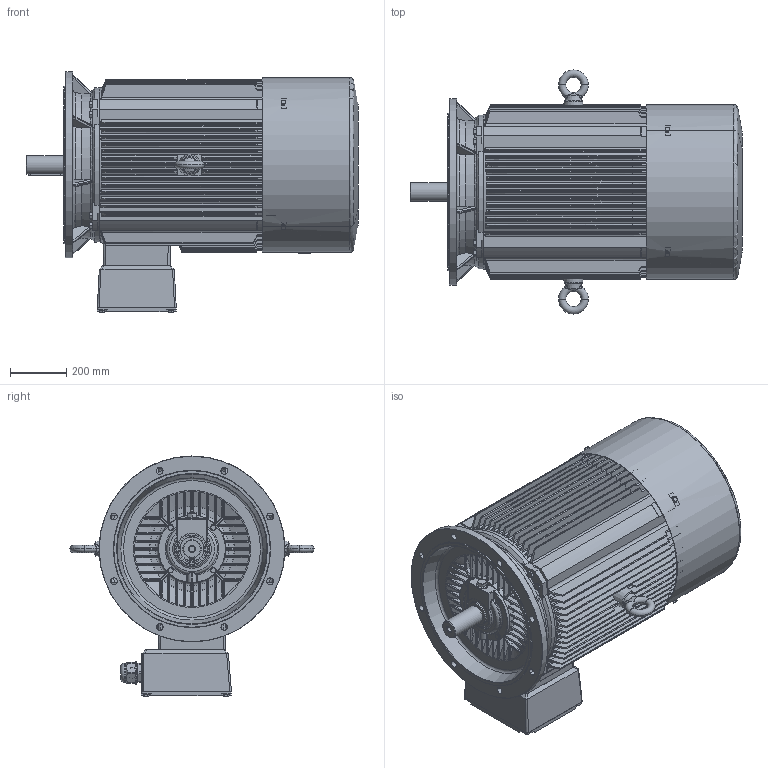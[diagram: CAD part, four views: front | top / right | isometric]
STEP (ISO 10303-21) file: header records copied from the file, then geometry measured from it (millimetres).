
FILE_DESCRIPTION(/* description */ (''),/* implementation_level */ '2;1');
FILE_NAME(/* name */ 'JM1-315S-2-B5.stp',/* time_stamp */ '2016-11-29T09:58:02+08:00',/* author */ (''),/* organization */ (''),/* preprocessor_version */ 'ST-DEVELOPER v16',/* originating_system */ 'SIEMENS PLM Software NX 10.0',/* authorisation */ '');
FILE_SCHEMA (('CONFIG_CONTROL_DESIGN'));
Products named in the file (1): JM2-315S-2-B5
Bounding box: 1178.03 x 866 x 852 mm (x, y, z)
Volume: 56461887.8 mm3; surface area: 10554005.2 mm2
Topology: 47 solids, 47 shells, 5612 faces, 15448 edges, 10063 vertices
Faces by surface type: plane 3330, cylinder 1106, cone 614, torus 321, bspline 227, sphere 14
Full cylindrical faces by diameter (mm): 2 x2, 10 x2, 19.408 x1, 20 x1, 43.312 x2, 51.188 x4, 61.031 x12, 63 x4, 64 x1, 64.969 x12, 65 x1, 67.922 x2, 78 x1, 80 x1, 81.5 x2, 83 x2, 83.672 x2, 85 x5, 95 x2, 98 x1, 102 x1, 240 x2, 510.694 x1, 528 x2, 558.578 x1, 620 x1, 660 x1
Entity records: 195665 total; most frequent: CARTESIAN_POINT 56603, ORIENTED_EDGE 30426, DIRECTION 25393, EDGE_CURVE 15213, VERTEX_POINT 9973, LINE 9557, VECTOR 9557, AXIS2_PLACEMENT_3D 7918
